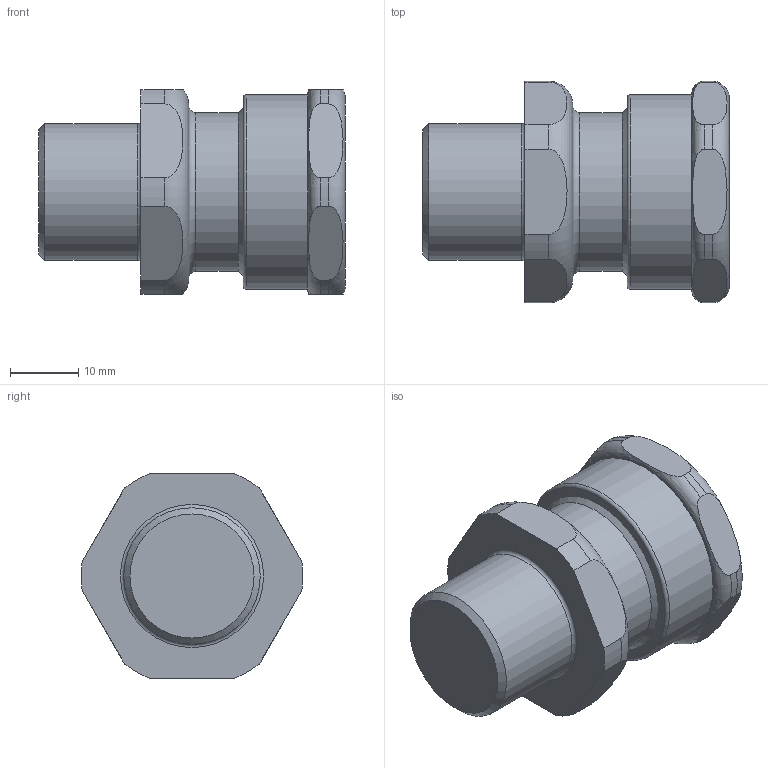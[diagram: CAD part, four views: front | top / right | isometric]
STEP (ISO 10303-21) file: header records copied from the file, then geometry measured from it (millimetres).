
FILE_DESCRIPTION(/* description */ (''),/* implementation_level */ '2;1');
FILE_NAME(/* name */ '501 421 A.stp',/* time_stamp */ '2019-08-02T11:04:46+06:00',/* author */ ('jgandhi'),/* organization */ (''),/* preprocessor_version */ 'ST-DEVELOPER v17',/* originating_system */ 'Autodesk Inventor 2018',/* authorisation */ '');
FILE_SCHEMA (('AUTOMOTIVE_DESIGN { 1 0 10303 214 3 1 1 }'));
Length unit declared in the file: millimetre
Products named in the file (1): 501_421
Bounding box: 44.98 x 32.47 x 30 mm (x, y, z)
Volume: 30821.4 mm3; surface area: 9951.5 mm2
Topology: 5 solids, 5 shells, 136 faces, 362 edges, 239 vertices
Faces by surface type: plane 59, torus 32, cylinder 27, cone 18
Full cylindrical faces by diameter (mm): 14.3 x1, 20 x1, 20.75 x1, 20.9 x2, 23 x1, 23.3 x1, 25.4 x1, 28.55 x1
Entity records: 5095 total; most frequent: CARTESIAN_POINT 1524, DIRECTION 735, ORIENTED_EDGE 724, EDGE_CURVE 362, AXIS2_PLACEMENT_3D 321, VERTEX_POINT 239, CIRCLE 184, EDGE_LOOP 141
